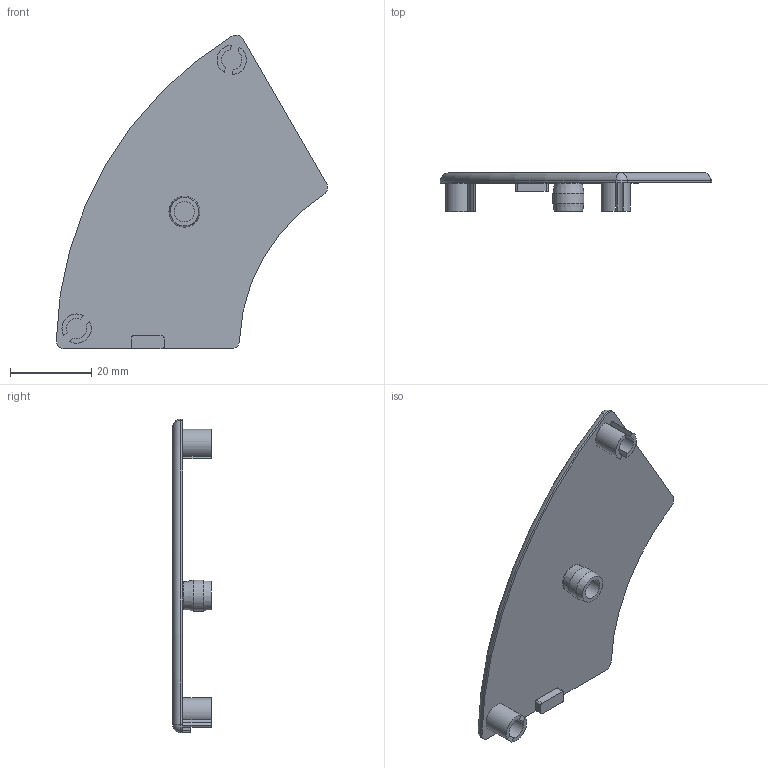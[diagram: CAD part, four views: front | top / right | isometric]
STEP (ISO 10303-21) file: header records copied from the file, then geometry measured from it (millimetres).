
FILE_DESCRIPTION(/* description */ (''),/* implementation_level */ '2;1');
FILE_NAME(/* name */ '224560R.stp',/* time_stamp */ '2014-03-14T13:49:47+01:00',/* author */ ('jank'),/* organization */ ('Alutec K&K'),/* preprocessor_version */ 'ST-DEVELOPER v15.2',/* originating_system */ 'Autodesk Inventor 2014',/* authorisation */ '');
FILE_SCHEMA (('AUTOMOTIVE_DESIGN { 1 0 10303 214 3 1 1 }'));
Length unit declared in the file: millimetre
Products named in the file (1): 224560R
Bounding box: 66.77 x 9.5 x 77.19 mm (x, y, z)
Volume: 8195.2 mm3; surface area: 7532.2 mm2
Topology: 1 solids, 1 shells, 53 faces, 124 edges, 75 vertices
Faces by surface type: cylinder 22, plane 22, sphere 4, torus 3, cone 2
Full cylindrical faces by diameter (mm): 5 x1, 7.6 x1
Entity records: 1490 total; most frequent: DIRECTION 276, CARTESIAN_POINT 244, ORIENTED_EDGE 230, EDGE_CURVE 115, AXIS2_PLACEMENT_3D 107, VERTEX_POINT 75, EDGE_LOOP 64, LINE 62
